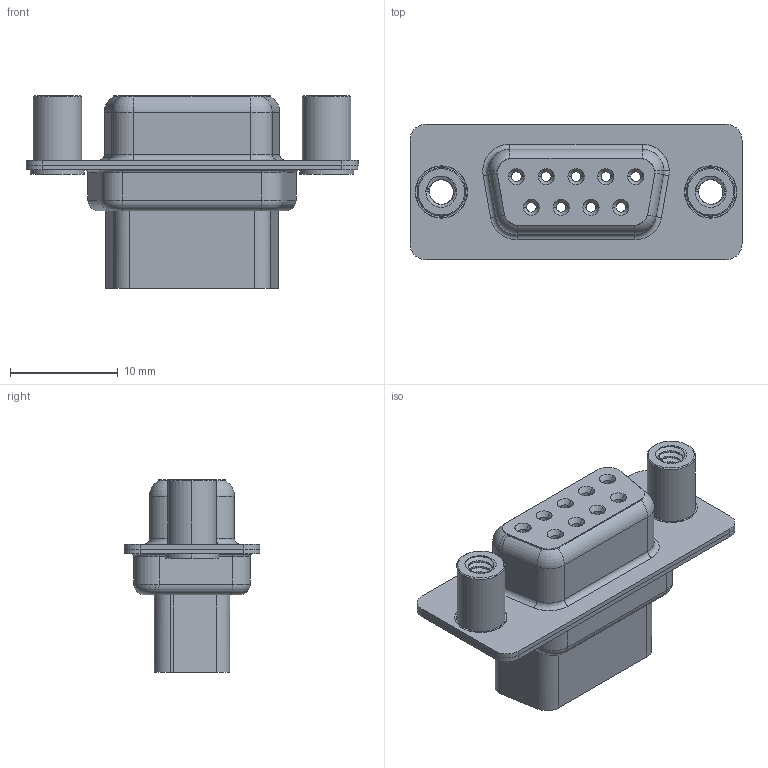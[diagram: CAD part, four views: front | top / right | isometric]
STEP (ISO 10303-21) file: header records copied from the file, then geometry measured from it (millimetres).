
FILE_DESCRIPTION (( 'STEP AP203' ), '1' );
FILE_NAME ('628-009-010-330.STEP', '2018-11-21T21:55:18', ( '' ), ( '' ), 'SwSTEP 2.0', 'SolidWorks 2016', '' );
FILE_SCHEMA (( 'CONFIG_CONTROL_DESIGN' ));
Length unit declared in the file: millimetre
Products named in the file (5): 628 Shell Rear_09 Contacts; 628 4-40 Threaded Standoff; 628-009-010-330; 628 Housing_09 HP; 628 Shell Front_09 Contacts
Assembly tree (5 placements, depth 2):
  628-009-010-330
    628 Housing_09 HP
    628 Shell Front_09 Contacts
    628 Shell Rear_09 Contacts
    628 4-40 Threaded Standoff  x2
Bounding box: 30.8 x 12.6 x 17.9 mm (x, y, z)
Volume: 2210.9 mm3; surface area: 4294.6 mm2
Topology: 5 solids, 5 shells, 430 faces, 1031 edges, 651 vertices
Faces by surface type: cylinder 237, plane 96, torus 63, cone 28, bspline 6
Entity records: 13365 total; most frequent: CARTESIAN_POINT 3828, DIRECTION 2019, ORIENTED_EDGE 1806, EDGE_CURVE 903, AXIS2_PLACEMENT_3D 834, VERTEX_POINT 568, CIRCLE 449, EDGE_LOOP 449
